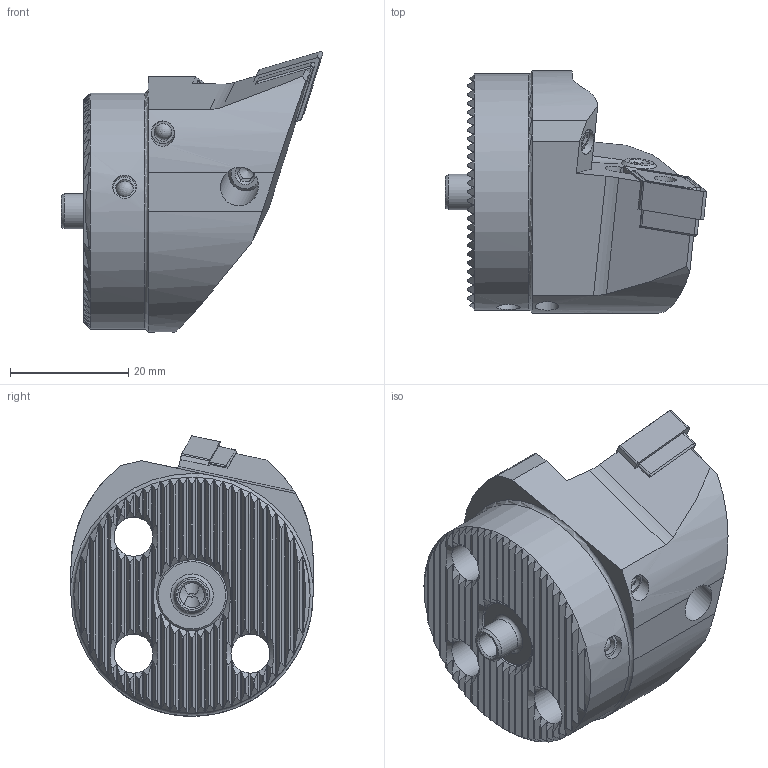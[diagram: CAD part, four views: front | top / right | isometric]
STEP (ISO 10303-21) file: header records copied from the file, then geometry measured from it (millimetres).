
FILE_DESCRIPTION (( 'STEP AP214' ), '1' );
FILE_NAME ('WK1.PDE.LQC.040.STEP', '2020-08-28T13:45:37', ( '' ), ( '' ), 'SwSTEP 2.0', 'SolidWorks 2017', '' );
FILE_SCHEMA (( 'AUTOMOTIVE_DESIGN' ));
Length unit declared in the file: millimetre
Products named in the file (10): WDE-ER1.101.000; WK1.PDE.LQC.040; WK1-PDE.LQC.040_A; DNMG110404; WDE-ER4.101.017_A; KVT_MB_600_040; WKX-ER1.004.005_A_PreviewCfg; WDE-ER3.101.000_A; WDE-ER2.101.003_A; WK2-ER1.001.012_A_Fertigbearbeitung
Assembly tree (12 placements, depth 2):
  WK1.PDE.LQC.040
    WK1-PDE.LQC.040_A
    KVT_MB_600_040  x3
    WKX-ER1.004.005_A_PreviewCfg  x2
    WK2-ER1.001.012_A_Fertigbearbeitung
    DNMG110404
    WDE-ER2.101.003_A
    WDE-ER3.101.000_A
    WDE-ER4.101.017_A
    WDE-ER1.101.000
Bounding box: 44.25 x 41 x 47.5 mm (x, y, z)
Volume: 28366.4 mm3; surface area: 13316.3 mm2
Topology: 15 solids, 15 shells, 506 faces, 1350 edges, 861 vertices
Faces by surface type: plane 277, cylinder 119, cone 87, bspline 13, torus 7, sphere 3
Full cylindrical faces by diameter (mm): 1.7 x2, 2.87 x1, 3 x3, 3.3 x7, 3.81 x1, 4 x11, 4.2 x4, 4.8 x1, 5 x1, 5.9 x1, 6 x2, 6.4 x1, 6.6 x3, 10.5 x3, 12 x2, 40 x1
Entity records: 16209 total; most frequent: CARTESIAN_POINT 5289, ORIENTED_EDGE 2288, DIRECTION 1907, EDGE_CURVE 1144, VERTEX_POINT 777, AXIS2_PLACEMENT_3D 729, EDGE_LOOP 559, FACE_OUTER_BOUND 498
